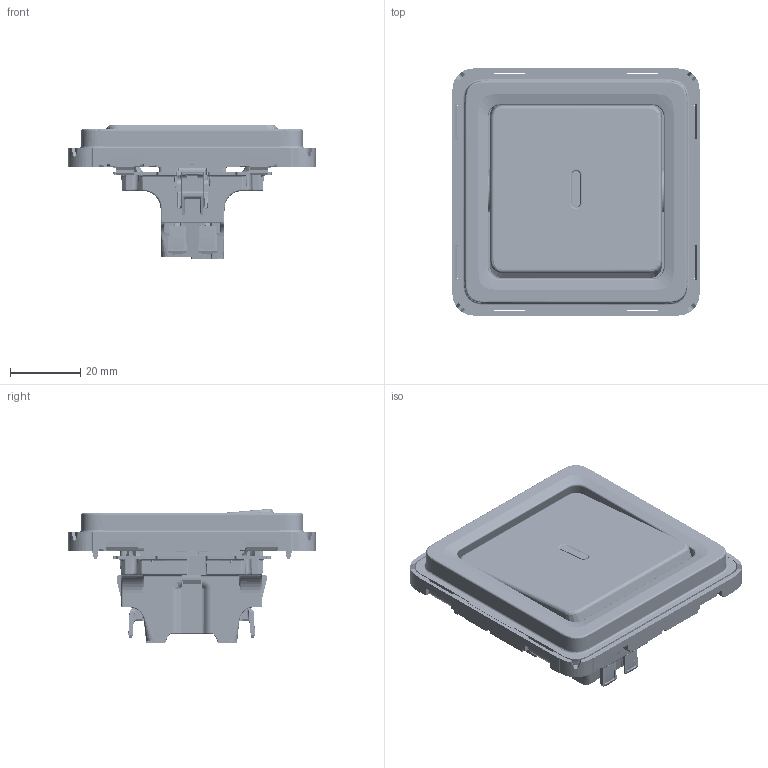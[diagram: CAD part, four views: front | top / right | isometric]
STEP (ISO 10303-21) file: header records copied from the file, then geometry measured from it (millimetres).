
FILE_DESCRIPTION(('CATIA V5 STEP Exchange','CAx-IF Rec.Pracs.--- Model Styling and Organization---1.5--- 2016-08-15','CAx-IF Rec.Pracs.---Supplemental Geometry---1.0---2011-11-01','CAx-IF Rec.Pracs.--- Composite Materials ---1.1---2010-07-15'),'2;1');
FILE_NAME('077842 _AllCATPart.stp','2026-03-11T13:40:36+00:00',('none'),('none'),'CATIA Version 5-6 Release 2024 SP3','CATIA V5 STEP AP214 v3','none');
FILE_SCHEMA(('AUTOMOTIVE_DESIGN { 1 0 10303 214 1 1 1 1 }'));
Products named in the file (1): 077842 _AllCATPart
Bounding box: 70.9 x 70.9 x 38.29 mm (x, y, z)
Volume: 40392.2 mm3; surface area: 52459.4 mm2
Topology: 21 solids, 21 shells, 6824 faces, 18887 edges, 11957 vertices
Faces by surface type: plane 3545, cylinder 1715, bspline 852, cone 375, torus 200, sphere 129, revolution 8
Entity records: 258104 total; most frequent: CARTESIAN_POINT 106891, ORIENTED_EDGE 37440, DIRECTION 21228, EDGE_CURVE 18720, VERTEX_POINT 11957, VECTOR 9500, LINE 9500, AXIS2_PLACEMENT_3D 7055
